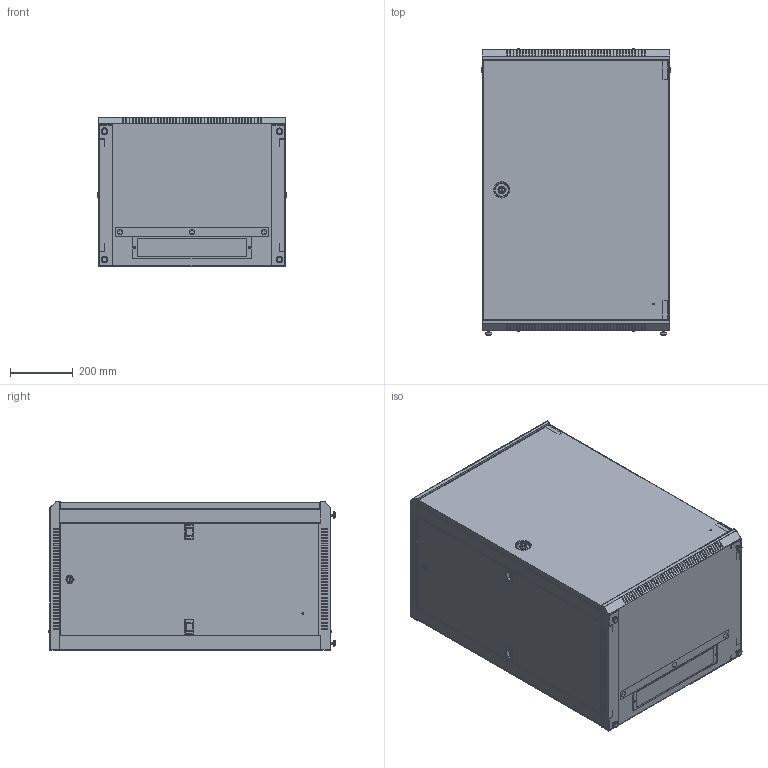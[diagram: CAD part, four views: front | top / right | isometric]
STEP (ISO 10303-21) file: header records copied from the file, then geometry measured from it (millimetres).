
FILE_DESCRIPTION (( 'STEP AP214' ), '1' );
FILE_NAME ('LWR3-18U64-GF ITK Øêàô LINEA W 18U 600x450 ìì äâåðü ñòåêëî, RAL7035.STEP', '2018-11-27T13:51:42', ( '' ), ( '' ), 'SwSTEP 2.0', 'SolidWorks 2014', '' );
FILE_SCHEMA (( 'AUTOMOTIVE_DESIGN' ));
Length unit declared in the file: millimetre
Products named in the file (1): LWR3-18U64-GF  ITK Øêàô LINEA W 18U 600x450 ìì äâåðü ñòåêëî, RAL7035
Bounding box: 604.6 x 917.41 x 480 mm (x, y, z)
Volume: 4666117.1 mm3; surface area: 6860575.4 mm2
Topology: 19 solids, 23 shells, 5651 faces, 16564 edges, 10992 vertices
Faces by surface type: plane 4456, cylinder 1077, torus 52, cone 52, sphere 14
Entity records: 190472 total; most frequent: CARTESIAN_POINT 34560, ORIENTED_EDGE 33128, DIRECTION 30006, EDGE_CURVE 16564, VECTOR 13746, LINE 13746, VERTEX_POINT 10992, AXIS2_PLACEMENT_3D 8130
